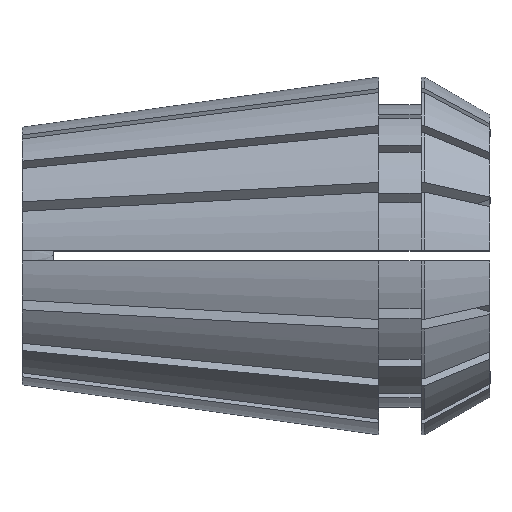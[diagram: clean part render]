
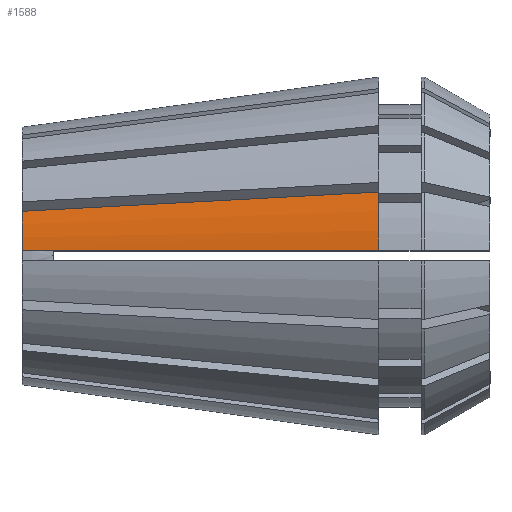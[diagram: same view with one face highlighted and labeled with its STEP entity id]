
A CAD part, top view. The second image highlights one B-rep face of the part: STEP entity #1588.
In plain terms, the highlighted conical face has half-angle 8 degrees and reference radius 13 mm.
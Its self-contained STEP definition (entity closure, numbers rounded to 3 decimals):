
#130 = AXIS2_PLACEMENT_3D ( 'NONE', #3814, #1113, #4281 ) ;
#224 = EDGE_CURVE ( 'NONE', #664, #1928, #1696, .T. ) ;
#324 = AXIS2_PLACEMENT_3D ( 'NONE', #1577, #4717, #2048 ) ;
#329 = CARTESIAN_POINT ( 'NONE',  ( 19.482, 4.281, 11.316 ) ) ;
#664 = VERTEX_POINT ( 'NONE', #3803 ) ;
#796 = CARTESIAN_POINT ( 'NONE',  ( 25.9, 0.375, 12.995 ) ) ;
#855 = CARTESIAN_POINT ( 'NONE',  ( 0., 0.375, 9.353 ) ) ;
#1113 = DIRECTION ( 'NONE',  ( -1., 0., 0. ) ) ;
#1201 = ORIENTED_EDGE ( 'NONE', *, *, #4437, .F. ) ;
#1236 = CARTESIAN_POINT ( 'NONE',  ( 22.187, 0.375, 12.473 ) ) ;
#1274 = ORIENTED_EDGE ( 'NONE', *, *, #4211, .T. ) ;
#1577 = CARTESIAN_POINT ( 'NONE',  ( 25.9, 0., 0. ) ) ;
#1588 = ADVANCED_FACE ( 'NONE', ( #4662 ), #4119, .T. ) ;
#1687 = CARTESIAN_POINT ( 'NONE',  ( 14.641, 0.375, 11.412 ) ) ;
#1696 = B_SPLINE_CURVE_WITH_KNOTS ( 'NONE', 3,
 ( #2864, #2888, #2860, #2847, #329, #2823, #2531 ),
 .UNSPECIFIED., .F., .F.,
 ( 4, 3, 4 ),
 ( 0., 0.016, 0.026 ),
 .UNSPECIFIED. ) ;
#1928 = VERTEX_POINT ( 'NONE', #2052 ) ;
#2048 = DIRECTION ( 'NONE',  ( 0., 0., 1. ) ) ;
#2052 = CARTESIAN_POINT ( 'NONE',  ( 25.9, 4.626, 12.149 ) ) ;
#2166 = CARTESIAN_POINT ( 'NONE',  ( 3.261, 0.375, 9.811 ) ) ;
#2531 = CARTESIAN_POINT ( 'NONE',  ( 25.9, 4.626, 12.149 ) ) ;
#2625 = CARTESIAN_POINT ( 'NONE',  ( 1.087, 0.375, 9.506 ) ) ;
#2823 = CARTESIAN_POINT ( 'NONE',  ( 22.691, 4.454, 11.732 ) ) ;
#2847 = CARTESIAN_POINT ( 'NONE',  ( 16.273, 4.108, 10.899 ) ) ;
#2860 = CARTESIAN_POINT ( 'NONE',  ( 10.849, 3.817, 10.194 ) ) ;
#2864 = CARTESIAN_POINT ( 'NONE',  ( 0., 3.233, 8.784 ) ) ;
#2876 = CIRCLE ( 'NONE', #130, 9.36 ) ;
#2888 = CARTESIAN_POINT ( 'NONE',  ( 5.424, 3.525, 9.489 ) ) ;
#3065 = CARTESIAN_POINT ( 'NONE',  ( 25.9, 0.375, 12.995 ) ) ;
#3125 = VERTEX_POINT ( 'NONE', #3065 ) ;
#3384 = B_SPLINE_CURVE_WITH_KNOTS ( 'NONE', 3,
 ( #796, #3944, #1236, #4401, #1687, #4846, #2166, #5288, #2625, #5753 ),
 .UNSPECIFIED., .F., .F.,
 ( 4, 3, 3, 4 ),
 ( 0.051, 0.057, 0.074, 0.078 ),
 .UNSPECIFIED. ) ;
#3803 = CARTESIAN_POINT ( 'NONE',  ( 0., 3.233, 8.784 ) ) ;
#3814 = CARTESIAN_POINT ( 'NONE',  ( 0., 0., 0. ) ) ;
#3944 = CARTESIAN_POINT ( 'NONE',  ( 24.044, 0.375, 12.734 ) ) ;
#4119 = CONICAL_SURFACE ( 'NONE', #5675, 13., 0.14 ) ;
#4211 = EDGE_CURVE ( 'NONE', #3125, #1928, #4895, .T. ) ;
#4281 = DIRECTION ( 'NONE',  ( 0., 0., 1. ) ) ;
#4401 = CARTESIAN_POINT ( 'NONE',  ( 20.331, 0.375, 12.212 ) ) ;
#4437 = EDGE_CURVE ( 'NONE', #3125, #4567, #3384, .T. ) ;
#4506 = EDGE_LOOP ( 'NONE', ( #4945, #5134, #1201, #1274 ) ) ;
#4567 = VERTEX_POINT ( 'NONE', #855 ) ;
#4662 = FACE_OUTER_BOUND ( 'NONE', #4506, .T. ) ;
#4717 = DIRECTION ( 'NONE',  ( -1., 0., 0. ) ) ;
#4827 = EDGE_CURVE ( 'NONE', #4567, #664, #2876, .T. ) ;
#4846 = CARTESIAN_POINT ( 'NONE',  ( 8.951, 0.375, 10.612 ) ) ;
#4895 = CIRCLE ( 'NONE', #324, 13. ) ;
#4945 = ORIENTED_EDGE ( 'NONE', *, *, #224, .F. ) ;
#4960 = CARTESIAN_POINT ( 'NONE',  ( 25.9, 0., 0. ) ) ;
#4973 = DIRECTION ( 'NONE',  ( 1., 0., 0. ) ) ;
#5134 = ORIENTED_EDGE ( 'NONE', *, *, #4827, .F. ) ;
#5201 = DIRECTION ( 'NONE',  ( 0., 0., -1. ) ) ;
#5288 = CARTESIAN_POINT ( 'NONE',  ( 2.174, 0.375, 9.659 ) ) ;
#5675 = AXIS2_PLACEMENT_3D ( 'NONE', #4960, #4973, #5201 ) ;
#5753 = CARTESIAN_POINT ( 'NONE',  ( 0., 0.375, 9.353 ) ) ;
